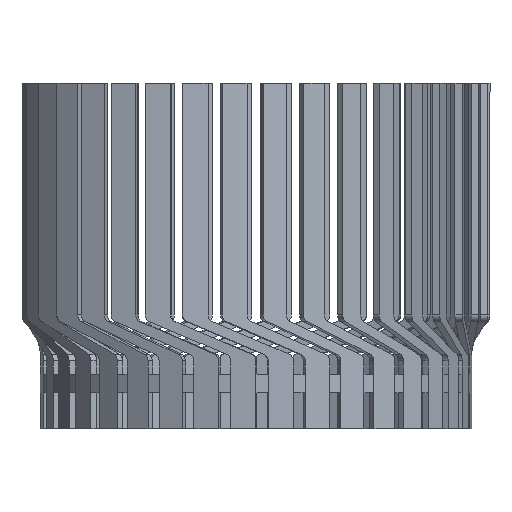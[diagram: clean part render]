
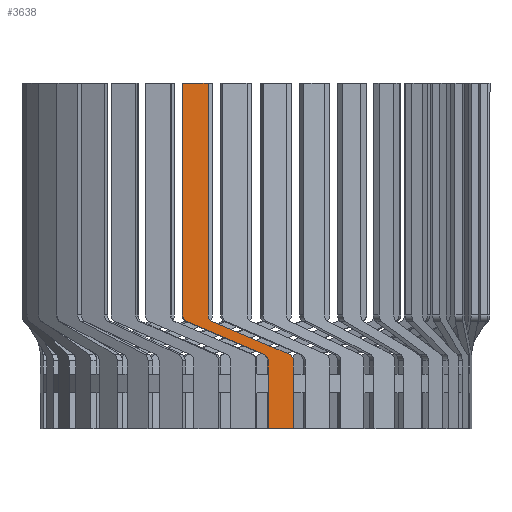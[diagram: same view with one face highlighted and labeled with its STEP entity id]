
A CAD part, front view. The second image highlights one B-rep face of the part: STEP entity #3638.
In plain terms, the highlighted face is planar.
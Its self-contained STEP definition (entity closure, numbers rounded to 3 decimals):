
#168=CIRCLE('',#3824,2.);
#170=CIRCLE('',#3830,2.);
#172=CIRCLE('',#3834,2.);
#174=CIRCLE('',#3840,2.);
#360=FACE_OUTER_BOUND('',#532,.T.);
#532=EDGE_LOOP('',(#3293,#3294,#3295,#3296,#3297,#3298,#3299,#3300,#3301,
#3302,#3303,#3304));
#991=LINE('',#5738,#1475);
#994=LINE('',#5744,#1478);
#997=LINE('',#5750,#1481);
#1001=LINE('',#5762,#1485);
#1005=LINE('',#5774,#1489);
#1008=LINE('',#5780,#1492);
#1011=LINE('',#5786,#1495);
#1015=LINE('',#5797,#1499);
#1475=VECTOR('',#4668,1000.);
#1478=VECTOR('',#4673,1000.);
#1481=VECTOR('',#4678,1000.);
#1485=VECTOR('',#4690,1000.);
#1489=VECTOR('',#4702,1000.);
#1492=VECTOR('',#4707,1000.);
#1495=VECTOR('',#4712,1000.);
#1499=VECTOR('',#4724,1000.);
#1805=VERTEX_POINT('',#5728);
#1806=VERTEX_POINT('',#5729);
#1809=VERTEX_POINT('',#5737);
#1811=VERTEX_POINT('',#5743);
#1813=VERTEX_POINT('',#5749);
#1815=VERTEX_POINT('',#5755);
#1817=VERTEX_POINT('',#5761);
#1819=VERTEX_POINT('',#5767);
#1821=VERTEX_POINT('',#5773);
#1823=VERTEX_POINT('',#5779);
#1825=VERTEX_POINT('',#5785);
#1827=VERTEX_POINT('',#5791);
#2285=EDGE_CURVE('',#1805,#1806,#168,.T.);
#2289=EDGE_CURVE('',#1806,#1809,#991,.T.);
#2292=EDGE_CURVE('',#1811,#1809,#994,.T.);
#2295=EDGE_CURVE('',#1813,#1811,#997,.T.);
#2298=EDGE_CURVE('',#1815,#1813,#170,.T.);
#2301=EDGE_CURVE('',#1817,#1815,#1001,.T.);
#2304=EDGE_CURVE('',#1817,#1819,#172,.T.);
#2307=EDGE_CURVE('',#1821,#1819,#1005,.T.);
#2310=EDGE_CURVE('',#1821,#1823,#1008,.T.);
#2313=EDGE_CURVE('',#1823,#1825,#1011,.T.);
#2316=EDGE_CURVE('',#1827,#1825,#174,.T.);
#2319=EDGE_CURVE('',#1827,#1805,#1015,.T.);
#3293=ORIENTED_EDGE('',*,*,#2285,.F.);
#3294=ORIENTED_EDGE('',*,*,#2319,.F.);
#3295=ORIENTED_EDGE('',*,*,#2316,.T.);
#3296=ORIENTED_EDGE('',*,*,#2313,.F.);
#3297=ORIENTED_EDGE('',*,*,#2310,.F.);
#3298=ORIENTED_EDGE('',*,*,#2307,.T.);
#3299=ORIENTED_EDGE('',*,*,#2304,.F.);
#3300=ORIENTED_EDGE('',*,*,#2301,.T.);
#3301=ORIENTED_EDGE('',*,*,#2298,.T.);
#3302=ORIENTED_EDGE('',*,*,#2295,.T.);
#3303=ORIENTED_EDGE('',*,*,#2292,.T.);
#3304=ORIENTED_EDGE('',*,*,#2289,.F.);
#3469=PLANE('',#3844);
#3638=ADVANCED_FACE('',(#360),#3469,.F.);
#3824=AXIS2_PLACEMENT_3D('',#5730,#4660,#4661);
#3830=AXIS2_PLACEMENT_3D('',#5756,#4683,#4684);
#3834=AXIS2_PLACEMENT_3D('',#5768,#4695,#4696);
#3840=AXIS2_PLACEMENT_3D('',#5792,#4717,#4718);
#3844=AXIS2_PLACEMENT_3D('',#5800,#4728,#4729);
#4660=DIRECTION('center_axis',(0.,1.,0.));
#4661=DIRECTION('ref_axis',(0.,0.,1.));
#4668=DIRECTION('',(0.,0.,-1.));
#4673=DIRECTION('',(1.,0.,0.));
#4678=DIRECTION('',(0.,0.,-1.));
#4683=DIRECTION('center_axis',(0.,1.,0.));
#4684=DIRECTION('ref_axis',(0.,0.,1.));
#4690=DIRECTION('',(0.921,0.,-0.391));
#4695=DIRECTION('center_axis',(0.,1.,0.));
#4696=DIRECTION('ref_axis',(0.,0.,1.));
#4702=DIRECTION('',(0.,0.,-1.));
#4707=DIRECTION('',(1.,0.,0.));
#4712=DIRECTION('',(0.,0.,-1.));
#4717=DIRECTION('center_axis',(0.,1.,0.));
#4718=DIRECTION('ref_axis',(0.,0.,1.));
#4724=DIRECTION('',(0.921,0.,-0.391));
#4728=DIRECTION('center_axis',(0.,1.,0.));
#4729=DIRECTION('ref_axis',(0.,0.,1.));
#5728=CARTESIAN_POINT('',(29.34,0.,-29.483));
#5729=CARTESIAN_POINT('',(30.559,0.,-31.324));
#5730=CARTESIAN_POINT('Origin',(28.559,0.,-31.324));
#5737=CARTESIAN_POINT('',(30.559,0.,-95.));
#5738=CARTESIAN_POINT('',(30.559,0.,0.));
#5743=CARTESIAN_POINT('',(23.559,0.,-95.));
#5744=CARTESIAN_POINT('',(0.,0.,-95.));
#5749=CARTESIAN_POINT('',(23.559,0.,-31.324));
#5750=CARTESIAN_POINT('',(23.559,0.,0.));
#5755=CARTESIAN_POINT('',(22.34,0.,-29.483));
#5756=CARTESIAN_POINT('Origin',(21.559,0.,-31.324));
#5761=CARTESIAN_POINT('',(1.219,0.,-20.517));
#5762=CARTESIAN_POINT('',(-7.193,0.,-16.947));
#5767=CARTESIAN_POINT('',(0.,0.,-18.676));
#5768=CARTESIAN_POINT('Origin',(2.,0.,-18.676));
#5773=CARTESIAN_POINT('',(0.,0.,0.));
#5774=CARTESIAN_POINT('',(0.,0.,0.));
#5779=CARTESIAN_POINT('',(7.,0.,0.));
#5780=CARTESIAN_POINT('',(0.,0.,0.));
#5785=CARTESIAN_POINT('',(7.,0.,-18.676));
#5786=CARTESIAN_POINT('',(7.,0.,0.));
#5791=CARTESIAN_POINT('',(8.219,0.,-20.517));
#5792=CARTESIAN_POINT('Origin',(9.,0.,-18.676));
#5797=CARTESIAN_POINT('',(-6.125,0.,-14.429));
#5800=CARTESIAN_POINT('Origin',(0.,0.,0.));
